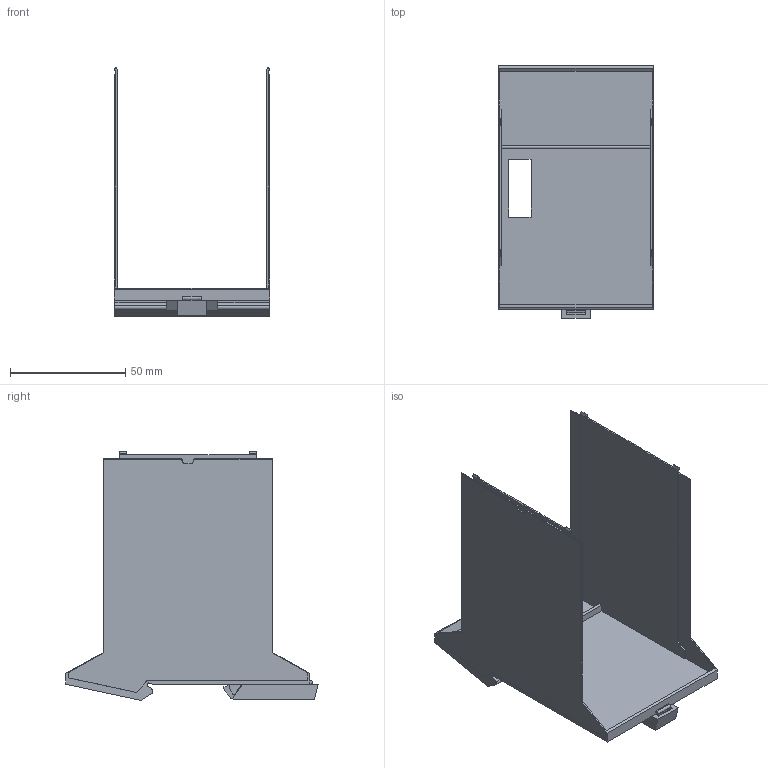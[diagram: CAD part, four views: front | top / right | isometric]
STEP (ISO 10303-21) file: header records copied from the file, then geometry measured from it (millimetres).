
FILE_DESCRIPTION(('CATIA V5 STEP Exchange','CAx-IF Rec.Pracs.--- Model Styling and Organization---1.4--- 2014-01-23'),'2;1');
FILE_NAME ('12538663_2_1413780000_S3D_CH20M67_B_BUS_GGY_BK.stp','2019-02-25T13:22:37+00:00',('none'),('Weidmueller'),'CATIA Version 5-6 Release 2016 SP3 HF44','CATIA V5 STEP AP214','none');
FILE_SCHEMA(('AUTOMOTIVE_DESIGN { 1 0 10303 214 1 1 1 1 }'));
Length unit declared in the file: millimetre
Products named in the file (1): 1413780000
Bounding box: 67.5 x 109.3 x 107.82 mm (x, y, z)
Volume: 40147.6 mm3; surface area: 48807.6 mm2
Topology: 2 solids, 2 shells, 170 faces, 577 edges, 416 vertices
Faces by surface type: plane 147, extrusion 13, cylinder 10
Entity records: 6481 total; most frequent: CARTESIAN_POINT 1409, ORIENTED_EDGE 1154, DIRECTION 791, EDGE_CURVE 577, VECTOR 496, LINE 483, VERTEX_POINT 416, EDGE_LOOP 177
